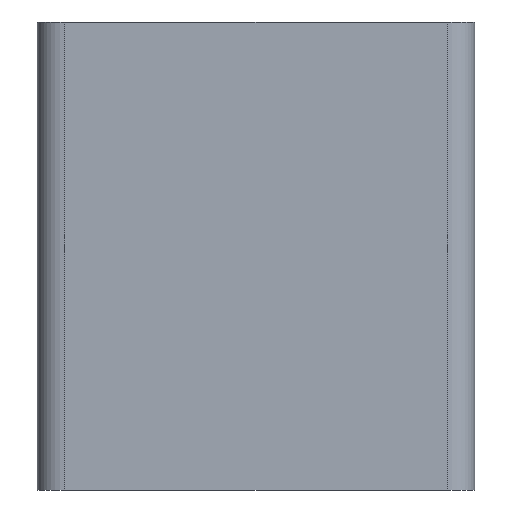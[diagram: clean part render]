
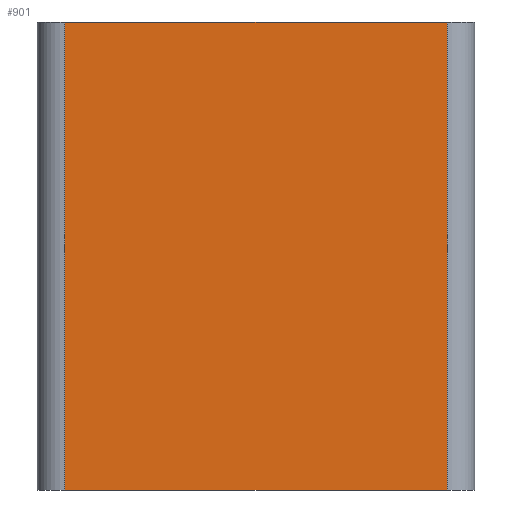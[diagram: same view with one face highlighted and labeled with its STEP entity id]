
A CAD part, front view. The second image highlights one B-rep face of the part: STEP entity #901.
In plain terms, the highlighted planar face has unit normal (0, -1, 0).
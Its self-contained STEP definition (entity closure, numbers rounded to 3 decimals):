
#87=FACE_OUTER_BOUND('',#136,.T.);
#136=EDGE_LOOP('',(#787,#788,#789,#790));
#220=LINE('',#1398,#327);
#244=LINE('',#1451,#351);
#245=LINE('',#1454,#352);
#246=LINE('',#1455,#353);
#327=VECTOR('',#1136,28.);
#351=VECTOR('',#1186,34.25);
#352=VECTOR('',#1189,28.);
#353=VECTOR('',#1190,34.25);
#423=VERTEX_POINT('',#1395);
#424=VERTEX_POINT('',#1397);
#440=VERTEX_POINT('',#1449);
#441=VERTEX_POINT('',#1453);
#534=EDGE_CURVE('',#423,#424,#220,.T.);
#561=EDGE_CURVE('',#440,#423,#244,.T.);
#562=EDGE_CURVE('',#441,#440,#245,.T.);
#563=EDGE_CURVE('',#424,#441,#246,.T.);
#787=ORIENTED_EDGE('',*,*,#561,.F.);
#788=ORIENTED_EDGE('',*,*,#562,.F.);
#789=ORIENTED_EDGE('',*,*,#563,.F.);
#790=ORIENTED_EDGE('',*,*,#534,.F.);
#859=PLANE('',#965);
#901=ADVANCED_FACE('',(#87),#859,.T.);
#965=AXIS2_PLACEMENT_3D('',#1452,#1187,#1188);
#1136=DIRECTION('',(1.,0.,0.));
#1186=DIRECTION('',(0.,0.,1.));
#1187=DIRECTION('center_axis',(0.,-1.,0.));
#1188=DIRECTION('ref_axis',(1.,0.,0.));
#1189=DIRECTION('',(-1.,0.,0.));
#1190=DIRECTION('',(0.,0.,-1.));
#1395=CARTESIAN_POINT('',(-14.,-11.5,34.25));
#1397=CARTESIAN_POINT('',(14.,-11.5,34.25));
#1398=CARTESIAN_POINT('',(16.,-11.5,34.25));
#1449=CARTESIAN_POINT('',(-14.,-11.5,0.));
#1451=CARTESIAN_POINT('',(-14.,-11.5,0.));
#1452=CARTESIAN_POINT('Origin',(-16.,-11.5,0.));
#1453=CARTESIAN_POINT('',(14.,-11.5,0.));
#1454=CARTESIAN_POINT('',(16.,-11.5,0.));
#1455=CARTESIAN_POINT('',(14.,-11.5,0.));
